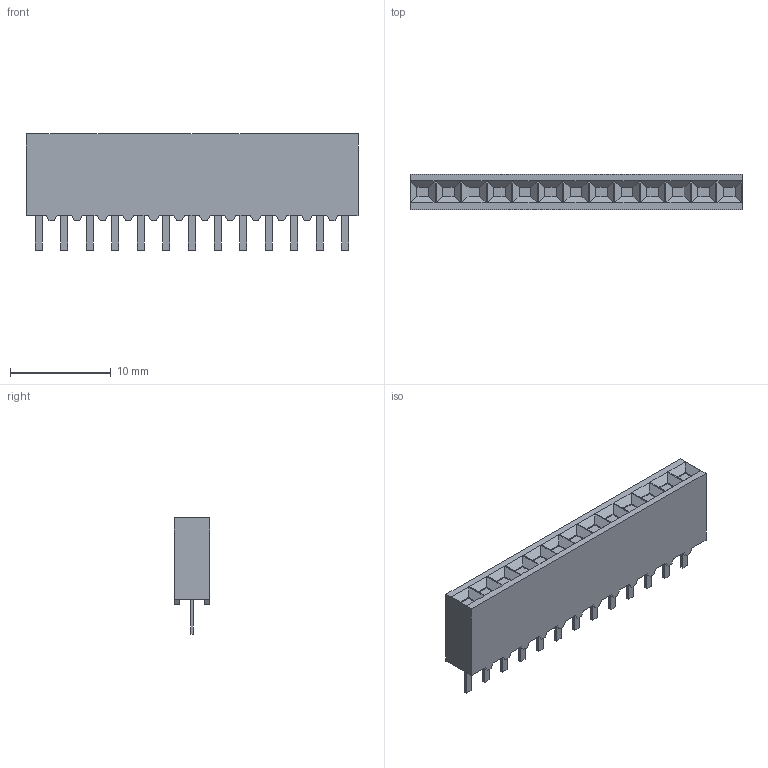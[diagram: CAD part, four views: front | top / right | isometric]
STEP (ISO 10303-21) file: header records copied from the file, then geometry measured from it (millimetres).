
FILE_DESCRIPTION((''),'2;1');
FILE_NAME('C-6-534237-1','2011-01-05T',('workeradm'),('Tyco Electronics Ltd.'),'PRO/ENGINEER BY PARAMETRIC TECHNOLOGY CORPORATION, 2009300','PRO/ENGINEER BY PARAMETRIC TECHNOLOGY CORPORATION, 2009300','');
FILE_SCHEMA(('AUTOMOTIVE_DESIGN { 1 0 10303 214 1 1 1 1 }'));
Length unit declared in the file: millimetre
Products named in the file (1): C-6-534237-1
Bounding box: 33.02 x 3.56 x 11.56 mm (x, y, z)
Volume: 931.4 mm3; surface area: 1044.8 mm2
Topology: 1 solids, 1 shells, 349 faces, 872 edges, 564 vertices
Faces by surface type: plane 349
Entity records: 10378 total; most frequent: CARTESIAN_POINT 1787, ORIENTED_EDGE 1744, DIRECTION 1570, VECTOR 872, LINE 872, EDGE_CURVE 872, VERTEX_POINT 564, EDGE_LOOP 388
